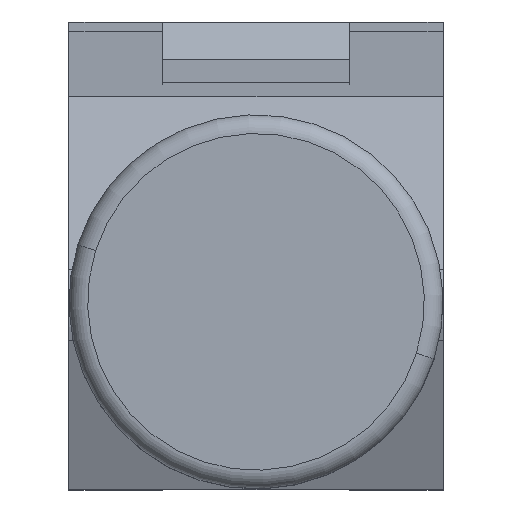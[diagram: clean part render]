
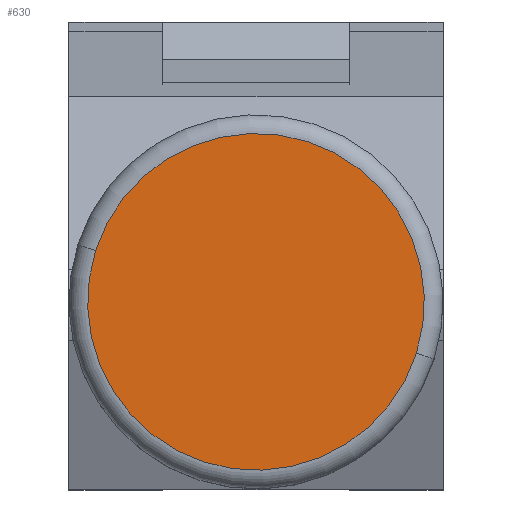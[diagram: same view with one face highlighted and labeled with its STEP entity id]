
A CAD part, top view. The second image highlights one B-rep face of the part: STEP entity #630.
In plain terms, the highlighted face is planar.
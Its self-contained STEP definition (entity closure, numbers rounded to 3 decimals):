
#75 = DIRECTION ( 'NONE',  ( 0., 1., 0. ) ) ;
#78 = DIRECTION ( 'NONE',  ( 0., 0., 1. ) ) ;
#219 = EDGE_CURVE ( 'NONE', #930, #2719, #404, .T. ) ;
#404 = CIRCLE ( 'NONE', #892, 4.5 ) ;
#439 = EDGE_LOOP ( 'NONE', ( #2028, #2564 ) ) ;
#450 = CARTESIAN_POINT ( 'NONE',  ( 0., 5., 0. ) ) ;
#588 = CARTESIAN_POINT ( 'NONE',  ( 0., 5., -4.5 ) ) ;
#630 = ADVANCED_FACE ( 'NONE', ( #2653 ), #1553, .T. ) ;
#633 = EDGE_CURVE ( 'NONE', #2719, #930, #1609, .T. ) ;
#695 = CARTESIAN_POINT ( 'NONE',  ( 0., 5., 0. ) ) ;
#892 = AXIS2_PLACEMENT_3D ( 'NONE', #695, #908, #78 ) ;
#908 = DIRECTION ( 'NONE',  ( 0., 1., 0. ) ) ;
#930 = VERTEX_POINT ( 'NONE', #588 ) ;
#1323 = DIRECTION ( 'NONE',  ( 0., 1., 0. ) ) ;
#1553 = PLANE ( 'NONE',  #2336 ) ;
#1609 = CIRCLE ( 'NONE', #2115, 4.5 ) ;
#1788 = DIRECTION ( 'NONE',  ( 0., 0., 1. ) ) ;
#1801 = DIRECTION ( 'NONE',  ( 0., 0., 1. ) ) ;
#1812 = CARTESIAN_POINT ( 'NONE',  ( 0., 5., 0. ) ) ;
#1931 = CARTESIAN_POINT ( 'NONE',  ( 0., 5., 4.5 ) ) ;
#2028 = ORIENTED_EDGE ( 'NONE', *, *, #633, .T. ) ;
#2115 = AXIS2_PLACEMENT_3D ( 'NONE', #1812, #75, #1788 ) ;
#2336 = AXIS2_PLACEMENT_3D ( 'NONE', #450, #1323, #1801 ) ;
#2564 = ORIENTED_EDGE ( 'NONE', *, *, #219, .T. ) ;
#2653 = FACE_OUTER_BOUND ( 'NONE', #439, .T. ) ;
#2719 = VERTEX_POINT ( 'NONE', #1931 ) ;
